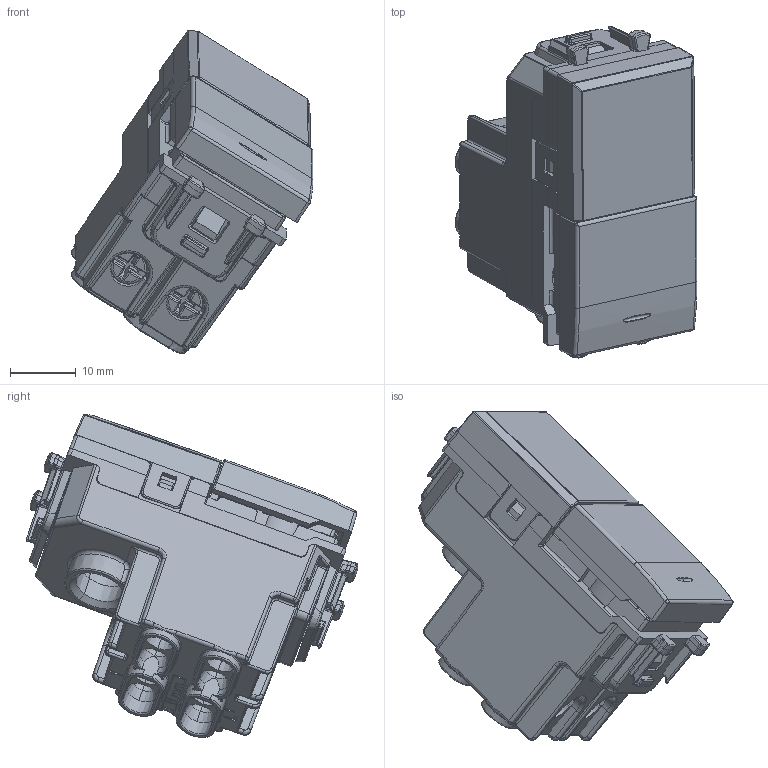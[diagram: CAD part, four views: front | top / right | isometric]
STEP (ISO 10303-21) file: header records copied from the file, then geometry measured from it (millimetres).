
FILE_DESCRIPTION(('CATIA V5 STEP Exchange'),'2;1');
FILE_NAME('441050.stp','2024-02-15T12:56:20+00:00',('none'),('none'),'CATIA Version 5-6 Release 2016 SP6','CATIA V5 STEP AP203','none');
FILE_SCHEMA(('CONFIG_CONTROL_DESIGN'));
Length unit declared in the file: millimetre
Products named in the file (1): 441050
Assembly tree (19 placements, depth 2):
  441050
    #57
    #35642
    #39679
    #93525
    #95278
    #108384
    #114639  x3
    #115638  x4
    #116631  x4
    #118544
    #119939
Bounding box: 36.87 x 50.6 x 49.24 mm (x, y, z)
Volume: 14551.1 mm3; surface area: 23870.1 mm2
Topology: 21 solids, 21 shells, 3366 faces, 9130 edges, 5626 vertices
Faces by surface type: plane 1638, cylinder 972, bspline 341, cone 178, sphere 124, torus 99, extrusion 14
Entity records: 121430 total; most frequent: CARTESIAN_POINT 55283, ORIENTED_EDGE 16156, DIRECTION 9482, EDGE_CURVE 8078, VERTEX_POINT 5044, VECTOR 4057, LINE 4043, AXIS2_PLACEMENT_3D 3201
